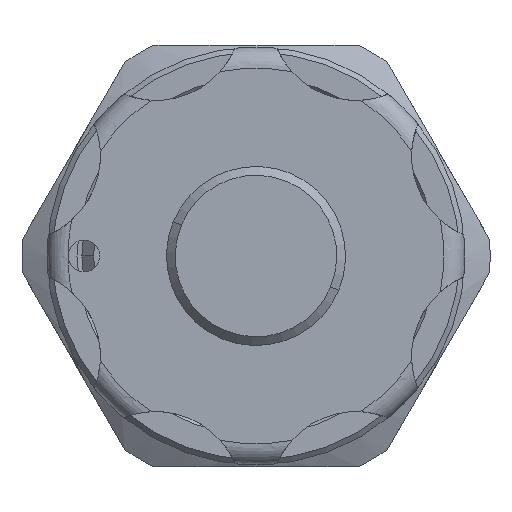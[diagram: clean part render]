
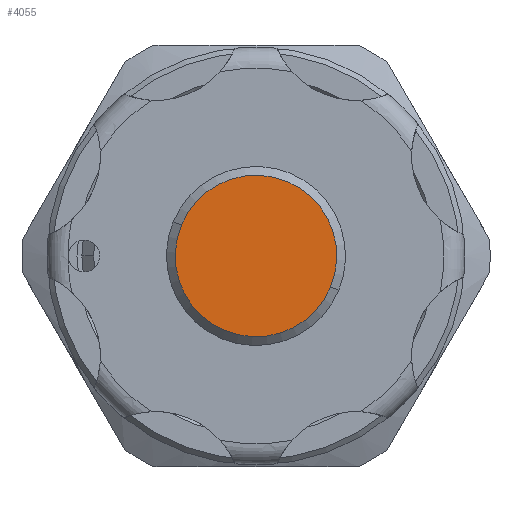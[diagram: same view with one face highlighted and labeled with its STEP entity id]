
A CAD part, left-side view. The second image highlights one B-rep face of the part: STEP entity #4055.
In plain terms, the highlighted planar face has unit normal (-1, 0, 0).
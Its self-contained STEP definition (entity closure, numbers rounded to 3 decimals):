
#510 = DIRECTION ( 'NONE',  ( 0., -0.924, -0.382 ) ) ;
#569 = AXIS2_PLACEMENT_3D ( 'NONE', #1110, #1871, #7056 ) ;
#815 = EDGE_LOOP ( 'NONE', ( #1439, #3368 ) ) ;
#1110 = CARTESIAN_POINT ( 'NONE',  ( -53.495, 0., 0. ) ) ;
#1249 = DIRECTION ( 'NONE',  ( 1., 0., 0. ) ) ;
#1439 = ORIENTED_EDGE ( 'NONE', *, *, #6459, .T. ) ;
#1871 = DIRECTION ( 'NONE',  ( -1., 0., 0. ) ) ;
#2626 = AXIS2_PLACEMENT_3D ( 'NONE', #4622, #6057, #9106 ) ;
#3368 = ORIENTED_EDGE ( 'NONE', *, *, #6252, .T. ) ;
#3399 = CIRCLE ( 'NONE', #569, 4.6 ) ;
#3458 = PLANE ( 'NONE',  #5325 ) ;
#4055 = ADVANCED_FACE ( 'NONE', ( #7510 ), #3458, .F. ) ;
#4557 = CIRCLE ( 'NONE', #2626, 4.6 ) ;
#4622 = CARTESIAN_POINT ( 'NONE',  ( -53.495, 0., 0. ) ) ;
#5325 = AXIS2_PLACEMENT_3D ( 'NONE', #7230, #1249, #510 ) ;
#6057 = DIRECTION ( 'NONE',  ( -1., 0., 0. ) ) ;
#6252 = EDGE_CURVE ( 'NONE', #6699, #8422, #4557, .T. ) ;
#6459 = EDGE_CURVE ( 'NONE', #8422, #6699, #3399, .T. ) ;
#6699 = VERTEX_POINT ( 'NONE', #8899 ) ;
#7056 = DIRECTION ( 'NONE',  ( 0., -0.924, -0.382 ) ) ;
#7230 = CARTESIAN_POINT ( 'NONE',  ( -53.495, 1.947, -4.714 ) ) ;
#7510 = FACE_OUTER_BOUND ( 'NONE', #815, .T. ) ;
#8422 = VERTEX_POINT ( 'NONE', #9297 ) ;
#8899 = CARTESIAN_POINT ( 'NONE',  ( -53.495, 4.251, 1.757 ) ) ;
#9106 = DIRECTION ( 'NONE',  ( 0., -0.924, -0.382 ) ) ;
#9297 = CARTESIAN_POINT ( 'NONE',  ( -53.495, -4.251, -1.757 ) ) ;
